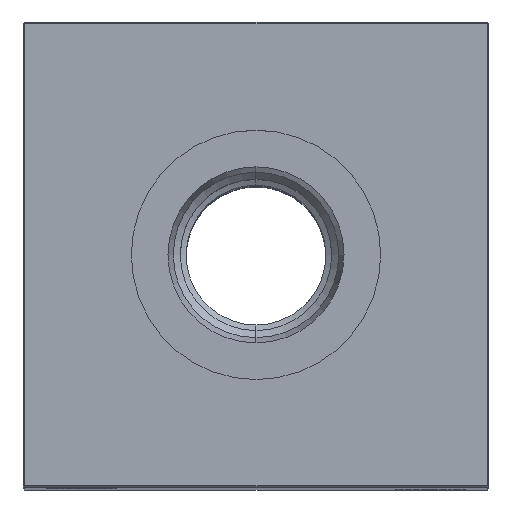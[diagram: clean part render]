
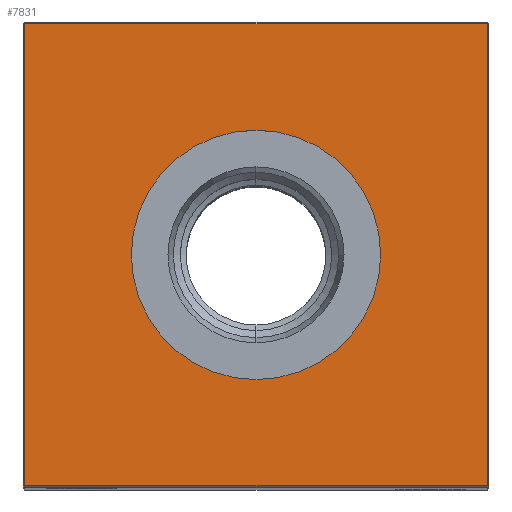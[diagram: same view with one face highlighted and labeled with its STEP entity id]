
A CAD part, top view. The second image highlights one B-rep face of the part: STEP entity #7831.
In plain terms, the highlighted planar face has unit normal (0, 0, 1).
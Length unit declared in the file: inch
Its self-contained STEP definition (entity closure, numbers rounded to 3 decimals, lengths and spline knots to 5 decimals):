
#1622 = CARTESIAN_POINT ( 'NONE',  ( 1.24, -1.24, 7. ) ) ;
#1713 = CARTESIAN_POINT ( 'NONE',  ( -1.24, -1.24, 7. ) ) ;
#1896 = ORIENTED_EDGE ( 'NONE', *, *, #15558, .T. ) ;
#2071 = CARTESIAN_POINT ( 'NONE',  ( 0., 0., 7. ) ) ;
#2496 = CARTESIAN_POINT ( 'NONE',  ( 1.24, 0., 7. ) ) ;
#2717 = LINE ( 'NONE', #18075, #5877 ) ;
#3091 = VERTEX_POINT ( 'NONE', #1622 ) ;
#3480 = DIRECTION ( 'NONE',  ( 1., 0., 0. ) ) ;
#4719 = DIRECTION ( 'NONE',  ( 0., -1., 0. ) ) ;
#5775 = VECTOR ( 'NONE', #3480, 39.37008 ) ;
#5877 = VECTOR ( 'NONE', #4719, 39.37008 ) ;
#5955 = EDGE_CURVE ( 'NONE', #3091, #21140, #13825, .T. ) ;
#6667 = AXIS2_PLACEMENT_3D ( 'NONE', #15822, #8680, #9109 ) ;
#7243 = DIRECTION ( 'NONE',  ( -1., 0., 0. ) ) ;
#7831 = ADVANCED_FACE ( 'NONE', ( #8273, #14988 ), #13129, .F. ) ;
#8273 = FACE_OUTER_BOUND ( 'NONE', #22537, .T. ) ;
#8680 = DIRECTION ( 'NONE',  ( 0., 0., -1. ) ) ;
#9093 = ORIENTED_EDGE ( 'NONE', *, *, #5955, .T. ) ;
#9109 = DIRECTION ( 'NONE',  ( -1., 0., 0. ) ) ;
#9152 = VERTEX_POINT ( 'NONE', #20012 ) ;
#10498 = LINE ( 'NONE', #19259, #15833 ) ;
#10681 = VECTOR ( 'NONE', #20177, 39.37008 ) ;
#12510 = EDGE_CURVE ( 'NONE', #21140, #18596, #10498, .T. ) ;
#13129 = PLANE ( 'NONE',  #14831 ) ;
#13487 = VERTEX_POINT ( 'NONE', #26491 ) ;
#13617 = ORIENTED_EDGE ( 'NONE', *, *, #19202, .T. ) ;
#13825 = LINE ( 'NONE', #2496, #10681 ) ;
#14831 = AXIS2_PLACEMENT_3D ( 'NONE', #23927, #28267, #19174 ) ;
#14988 = FACE_BOUND ( 'NONE', #26336, .T. ) ;
#15558 = EDGE_CURVE ( 'NONE', #13487, #9152, #17217, .T. ) ;
#15619 = CARTESIAN_POINT ( 'NONE',  ( -1.24, 1.24, 7. ) ) ;
#15822 = CARTESIAN_POINT ( 'NONE',  ( 0., 0., 7. ) ) ;
#15833 = VECTOR ( 'NONE', #28057, 39.37008 ) ;
#17217 = CIRCLE ( 'NONE', #6667, 0.66929 ) ;
#17338 = ORIENTED_EDGE ( 'NONE', *, *, #19514, .T. ) ;
#18075 = CARTESIAN_POINT ( 'NONE',  ( -1.24, 0., 7. ) ) ;
#18596 = VERTEX_POINT ( 'NONE', #15619 ) ;
#19174 = DIRECTION ( 'NONE',  ( -1., 0., 0. ) ) ;
#19202 = EDGE_CURVE ( 'NONE', #9152, #13487, #19640, .T. ) ;
#19259 = CARTESIAN_POINT ( 'NONE',  ( 0., 1.24, 7. ) ) ;
#19514 = EDGE_CURVE ( 'NONE', #18596, #23689, #2717, .T. ) ;
#19640 = CIRCLE ( 'NONE', #25628, 0.66929 ) ;
#19781 = ORIENTED_EDGE ( 'NONE', *, *, #12510, .T. ) ;
#20012 = CARTESIAN_POINT ( 'NONE',  ( 0., -0.66929, 7. ) ) ;
#20177 = DIRECTION ( 'NONE',  ( 0., 1., 0. ) ) ;
#21140 = VERTEX_POINT ( 'NONE', #25930 ) ;
#22537 = EDGE_LOOP ( 'NONE', ( #17338, #26284, #9093, #19781 ) ) ;
#23182 = LINE ( 'NONE', #25902, #5775 ) ;
#23689 = VERTEX_POINT ( 'NONE', #1713 ) ;
#23927 = CARTESIAN_POINT ( 'NONE',  ( 0., 0., 7. ) ) ;
#24680 = EDGE_CURVE ( 'NONE', #23689, #3091, #23182, .T. ) ;
#25628 = AXIS2_PLACEMENT_3D ( 'NONE', #2071, #26950, #7243 ) ;
#25902 = CARTESIAN_POINT ( 'NONE',  ( 0., -1.24, 7. ) ) ;
#25930 = CARTESIAN_POINT ( 'NONE',  ( 1.24, 1.24, 7. ) ) ;
#26284 = ORIENTED_EDGE ( 'NONE', *, *, #24680, .T. ) ;
#26336 = EDGE_LOOP ( 'NONE', ( #1896, #13617 ) ) ;
#26491 = CARTESIAN_POINT ( 'NONE',  ( 0., 0.66929, 7. ) ) ;
#26950 = DIRECTION ( 'NONE',  ( 0., 0., -1. ) ) ;
#28057 = DIRECTION ( 'NONE',  ( -1., 0., 0. ) ) ;
#28267 = DIRECTION ( 'NONE',  ( 0., 0., -1. ) ) ;
